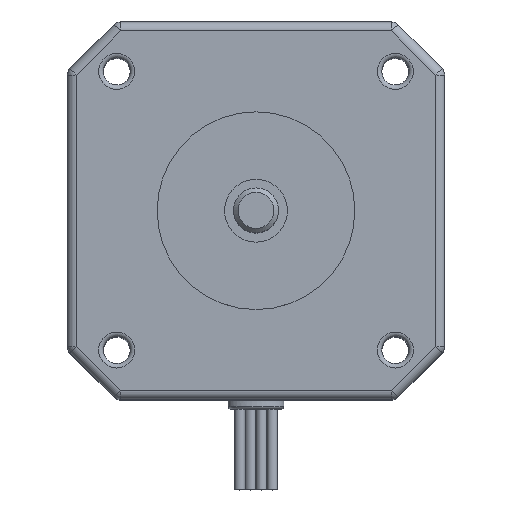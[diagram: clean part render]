
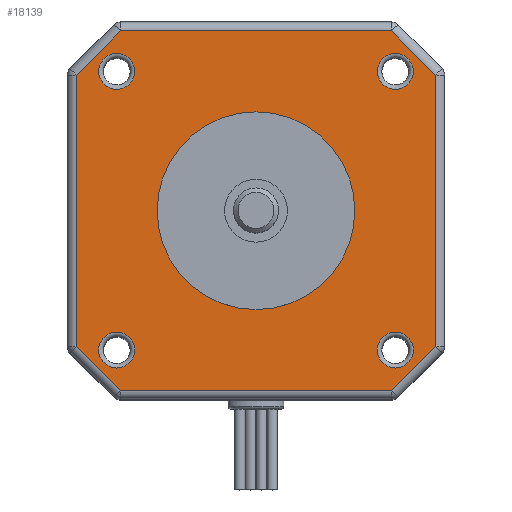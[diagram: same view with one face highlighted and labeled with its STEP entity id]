
A CAD part, top view. The second image highlights one B-rep face of the part: STEP entity #18139.
In plain terms, the highlighted planar face has unit normal (0, 0, 1).
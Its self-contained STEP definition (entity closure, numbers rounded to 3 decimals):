
#60=LINE('',#25442,#2387);
#61=LINE('',#25444,#2388);
#62=LINE('',#25446,#2389);
#63=LINE('',#25448,#2390);
#64=LINE('',#25450,#2391);
#65=LINE('',#25452,#2392);
#66=LINE('',#25454,#2393);
#67=LINE('',#25455,#2394);
#2387=VECTOR('',#20477,10.);
#2388=VECTOR('',#20478,10.);
#2389=VECTOR('',#20479,10.);
#2390=VECTOR('',#20480,10.);
#2391=VECTOR('',#20481,10.);
#2392=VECTOR('',#20482,10.);
#2393=VECTOR('',#20483,10.);
#2394=VECTOR('',#20484,10.);
#4760=FACE_BOUND('',#6049,.T.);
#4761=FACE_BOUND('',#6050,.T.);
#4762=FACE_BOUND('',#6051,.T.);
#4763=FACE_BOUND('',#6052,.T.);
#4764=FACE_BOUND('',#6053,.T.);
#4863=CIRCLE('',#19236,2.);
#4864=CIRCLE('',#19238,2.);
#4865=CIRCLE('',#19239,2.);
#4866=CIRCLE('',#19240,11.);
#4867=CIRCLE('',#19241,2.);
#4979=FACE_OUTER_BOUND('',#6048,.T.);
#6048=EDGE_LOOP('',(#11220,#11221,#11222,#11223,#11224,#11225,#11226,#11227));
#6049=EDGE_LOOP('',(#11228));
#6050=EDGE_LOOP('',(#11229));
#6051=EDGE_LOOP('',(#11230));
#6052=EDGE_LOOP('',(#11231));
#6053=EDGE_LOOP('',(#11232));
#7218=VERTEX_POINT('',#25437);
#7219=VERTEX_POINT('',#25440);
#7220=VERTEX_POINT('',#25441);
#7221=VERTEX_POINT('',#25443);
#7222=VERTEX_POINT('',#25445);
#7223=VERTEX_POINT('',#25447);
#7224=VERTEX_POINT('',#25449);
#7225=VERTEX_POINT('',#25451);
#7226=VERTEX_POINT('',#25453);
#7227=VERTEX_POINT('',#25456);
#7228=VERTEX_POINT('',#25458);
#7229=VERTEX_POINT('',#25460);
#7230=VERTEX_POINT('',#25462);
#8715=EDGE_CURVE('',#7218,#7218,#4863,.T.);
#8716=EDGE_CURVE('',#7219,#7220,#60,.T.);
#8717=EDGE_CURVE('',#7221,#7219,#61,.T.);
#8718=EDGE_CURVE('',#7222,#7221,#62,.T.);
#8719=EDGE_CURVE('',#7223,#7222,#63,.T.);
#8720=EDGE_CURVE('',#7224,#7223,#64,.T.);
#8721=EDGE_CURVE('',#7225,#7224,#65,.T.);
#8722=EDGE_CURVE('',#7226,#7225,#66,.T.);
#8723=EDGE_CURVE('',#7220,#7226,#67,.T.);
#8724=EDGE_CURVE('',#7227,#7227,#4864,.T.);
#8725=EDGE_CURVE('',#7228,#7228,#4865,.T.);
#8726=EDGE_CURVE('',#7229,#7229,#4866,.T.);
#8727=EDGE_CURVE('',#7230,#7230,#4867,.T.);
#11220=ORIENTED_EDGE('',*,*,#8716,.F.);
#11221=ORIENTED_EDGE('',*,*,#8717,.F.);
#11222=ORIENTED_EDGE('',*,*,#8718,.F.);
#11223=ORIENTED_EDGE('',*,*,#8719,.F.);
#11224=ORIENTED_EDGE('',*,*,#8720,.F.);
#11225=ORIENTED_EDGE('',*,*,#8721,.F.);
#11226=ORIENTED_EDGE('',*,*,#8722,.F.);
#11227=ORIENTED_EDGE('',*,*,#8723,.F.);
#11228=ORIENTED_EDGE('',*,*,#8724,.F.);
#11229=ORIENTED_EDGE('',*,*,#8725,.F.);
#11230=ORIENTED_EDGE('',*,*,#8726,.T.);
#11231=ORIENTED_EDGE('',*,*,#8727,.F.);
#11232=ORIENTED_EDGE('',*,*,#8715,.F.);
#16072=PLANE('',#19237);
#18139=ADVANCED_FACE('',(#4979,#4760,#4761,#4762,#4763,#4764),#16072,.T.);
#19236=AXIS2_PLACEMENT_3D('',#25438,#20473,#20474);
#19237=AXIS2_PLACEMENT_3D('',#25439,#20475,#20476);
#19238=AXIS2_PLACEMENT_3D('',#25457,#20485,#20486);
#19239=AXIS2_PLACEMENT_3D('',#25459,#20487,#20488);
#19240=AXIS2_PLACEMENT_3D('',#25461,#20489,#20490);
#19241=AXIS2_PLACEMENT_3D('',#25463,#20491,#20492);
#20473=DIRECTION('center_axis',(0.,0.,1.));
#20474=DIRECTION('ref_axis',(-1.,0.,0.));
#20475=DIRECTION('center_axis',(0.,0.,1.));
#20476=DIRECTION('ref_axis',(1.,0.,0.));
#20477=DIRECTION('',(0.707,0.707,0.));
#20478=DIRECTION('',(0.,1.,0.));
#20479=DIRECTION('',(-0.707,0.707,0.));
#20480=DIRECTION('',(-1.,0.,0.));
#20481=DIRECTION('',(-0.707,-0.707,0.));
#20482=DIRECTION('',(0.,-1.,0.));
#20483=DIRECTION('',(0.707,-0.707,0.));
#20484=DIRECTION('',(1.,0.,0.));
#20485=DIRECTION('center_axis',(0.,0.,1.));
#20486=DIRECTION('ref_axis',(-1.,0.,0.));
#20487=DIRECTION('center_axis',(0.,0.,1.));
#20488=DIRECTION('ref_axis',(-1.,0.,0.));
#20489=DIRECTION('center_axis',(0.,0.,-1.));
#20490=DIRECTION('ref_axis',(-1.,0.,0.));
#20491=DIRECTION('center_axis',(0.,0.,1.));
#20492=DIRECTION('ref_axis',(-1.,0.,0.));
#25437=CARTESIAN_POINT('',(-13.5,-15.5,0.));
#25438=CARTESIAN_POINT('Origin',(-15.5,-15.5,0.));
#25439=CARTESIAN_POINT('Origin',(0.,0.,0.));
#25440=CARTESIAN_POINT('',(-20.,15.086,0.));
#25441=CARTESIAN_POINT('',(-15.086,20.,0.));
#25442=CARTESIAN_POINT('',(-16.168,18.918,0.));
#25443=CARTESIAN_POINT('',(-20.,-15.086,0.));
#25444=CARTESIAN_POINT('',(-20.,7.75,0.));
#25445=CARTESIAN_POINT('',(-15.086,-20.,0.));
#25446=CARTESIAN_POINT('',(-18.918,-16.168,0.));
#25447=CARTESIAN_POINT('',(15.086,-20.,0.));
#25448=CARTESIAN_POINT('',(-7.75,-20.,0.));
#25449=CARTESIAN_POINT('',(20.,-15.086,0.));
#25450=CARTESIAN_POINT('',(16.168,-18.918,0.));
#25451=CARTESIAN_POINT('',(20.,15.086,0.));
#25452=CARTESIAN_POINT('',(20.,-7.75,0.));
#25453=CARTESIAN_POINT('',(15.086,20.,0.));
#25454=CARTESIAN_POINT('',(18.918,16.168,0.));
#25455=CARTESIAN_POINT('',(7.75,20.,0.));
#25456=CARTESIAN_POINT('',(17.5,-15.5,0.));
#25457=CARTESIAN_POINT('Origin',(15.5,-15.5,0.));
#25458=CARTESIAN_POINT('',(17.5,15.5,0.));
#25459=CARTESIAN_POINT('Origin',(15.5,15.5,0.));
#25460=CARTESIAN_POINT('',(11.,0.,0.));
#25461=CARTESIAN_POINT('Origin',(0.,0.,0.));
#25462=CARTESIAN_POINT('',(-13.5,15.5,0.));
#25463=CARTESIAN_POINT('Origin',(-15.5,15.5,0.));
